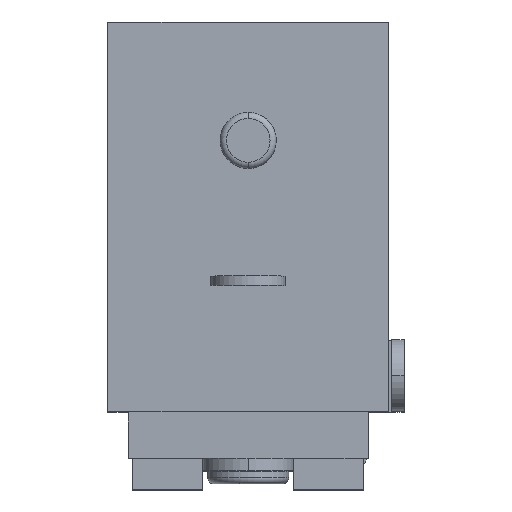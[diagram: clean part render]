
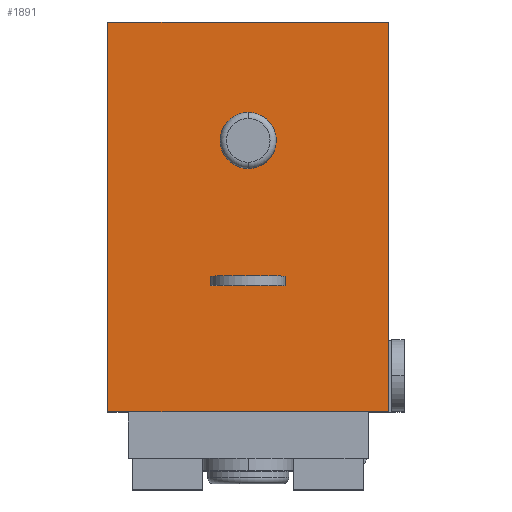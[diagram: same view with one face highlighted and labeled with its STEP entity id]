
A CAD part, top view. The second image highlights one B-rep face of the part: STEP entity #1891.
In plain terms, the highlighted planar face has unit normal (0, 0, 1).
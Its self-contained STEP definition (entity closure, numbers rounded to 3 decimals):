
#117=DIRECTION('',(0.,1.,0.));
#118=VECTOR('',#117,12.5);
#119=CARTESIAN_POINT('',(4.5,-8.9,5.5));
#120=LINE('',#119,#118);
#121=DIRECTION('',(1.,0.,0.));
#122=VECTOR('',#121,9.);
#123=CARTESIAN_POINT('',(-4.5,-8.9,5.5));
#124=LINE('',#123,#122);
#125=CARTESIAN_POINT('',(0.,-0.2,5.5));
#126=DIRECTION('',(0.,0.,-1.));
#127=DIRECTION('',(0.,1.,0.));
#128=AXIS2_PLACEMENT_3D('',#125,#126,#127);
#130=CARTESIAN_POINT('',(0.,-0.2,5.5));
#131=DIRECTION('',(0.,0.,-1.));
#132=DIRECTION('',(0.,-1.,0.));
#133=AXIS2_PLACEMENT_3D('',#130,#131,#132);
#135=DIRECTION('',(0.,1.,0.));
#136=VECTOR('',#135,12.5);
#137=CARTESIAN_POINT('',(-4.5,-8.9,5.5));
#138=LINE('',#137,#136);
#183=DIRECTION('',(1.,0.,0.));
#184=VECTOR('',#183,9.);
#185=CARTESIAN_POINT('',(-4.5,3.6,5.5));
#186=LINE('',#185,#184);
#660=DIRECTION('',(-1.,0.,0.));
#661=VECTOR('',#660,2.4);
#662=CARTESIAN_POINT('',(1.2,-4.55,5.5));
#663=LINE('',#662,#661);
#676=DIRECTION('',(0.,1.,0.));
#677=VECTOR('',#676,0.3);
#678=CARTESIAN_POINT('',(1.2,-4.85,5.5));
#679=LINE('',#678,#677);
#689=DIRECTION('',(1.,0.,0.));
#690=VECTOR('',#689,2.4);
#691=CARTESIAN_POINT('',(-1.2,-4.85,5.5));
#692=LINE('',#691,#690);
#697=DIRECTION('',(0.,-1.,0.));
#698=VECTOR('',#697,0.3);
#699=CARTESIAN_POINT('',(-1.2,-4.55,5.5));
#700=LINE('',#699,#698);
#1300=CARTESIAN_POINT('',(4.5,-8.9,5.5));
#1301=VERTEX_POINT('',#1300);
#1302=CARTESIAN_POINT('',(-4.5,-8.9,5.5));
#1303=VERTEX_POINT('',#1302);
#1338=CARTESIAN_POINT('',(4.5,3.6,5.5));
#1339=VERTEX_POINT('',#1338);
#1350=CARTESIAN_POINT('',(-4.5,3.6,5.5));
#1351=VERTEX_POINT('',#1350);
#1352=CARTESIAN_POINT('',(1.2,-4.55,5.5));
#1353=CARTESIAN_POINT('',(-1.2,-4.55,5.5));
#1354=VERTEX_POINT('',#1352);
#1355=VERTEX_POINT('',#1353);
#1356=CARTESIAN_POINT('',(-1.2,-4.85,5.5));
#1357=VERTEX_POINT('',#1356);
#1358=CARTESIAN_POINT('',(1.2,-4.85,5.5));
#1359=VERTEX_POINT('',#1358);
#1360=CARTESIAN_POINT('',(0.,0.7,5.5));
#1361=CARTESIAN_POINT('',(0.,-1.1,5.5));
#1362=VERTEX_POINT('',#1360);
#1363=VERTEX_POINT('',#1361);
#1862=CARTESIAN_POINT('',(0.,-2.65,5.5));
#1863=DIRECTION('',(0.,0.,1.));
#1864=DIRECTION('',(1.,0.,0.));
#1865=AXIS2_PLACEMENT_3D('',#1862,#1863,#1864);
#1866=PLANE('',#1865);
#1867=ORIENTED_EDGE('',*,*,#1835,.F.);
#1868=ORIENTED_EDGE('',*,*,#1721,.F.);
#1870=ORIENTED_EDGE('',*,*,#1869,.T.);
#1872=ORIENTED_EDGE('',*,*,#1871,.T.);
#1873=EDGE_LOOP('',(#1867,#1868,#1870,#1872));
#1874=FACE_OUTER_BOUND('',#1873,.F.);
#1876=ORIENTED_EDGE('',*,*,#1875,.T.);
#1878=ORIENTED_EDGE('',*,*,#1877,.T.);
#1880=ORIENTED_EDGE('',*,*,#1879,.T.);
#1882=ORIENTED_EDGE('',*,*,#1881,.T.);
#1883=EDGE_LOOP('',(#1876,#1878,#1880,#1882));
#1884=FACE_BOUND('',#1883,.F.);
#1886=ORIENTED_EDGE('',*,*,#1885,.F.);
#1888=ORIENTED_EDGE('',*,*,#1887,.F.);
#1889=EDGE_LOOP('',(#1886,#1888));
#1890=FACE_BOUND('',#1889,.F.);
#1891=ADVANCED_FACE('',(#1874,#1884,#1890),#1866,.T.);
#129=CIRCLE('',#128,0.9);
#134=CIRCLE('',#133,0.9);
#1721=EDGE_CURVE('',#1303,#1301,#124,.T.);
#1835=EDGE_CURVE('',#1301,#1339,#120,.T.);
#1869=EDGE_CURVE('',#1303,#1351,#138,.T.);
#1871=EDGE_CURVE('',#1351,#1339,#186,.T.);
#1875=EDGE_CURVE('',#1354,#1355,#663,.T.);
#1877=EDGE_CURVE('',#1355,#1357,#700,.T.);
#1879=EDGE_CURVE('',#1357,#1359,#692,.T.);
#1881=EDGE_CURVE('',#1359,#1354,#679,.T.);
#1885=EDGE_CURVE('',#1362,#1363,#129,.T.);
#1887=EDGE_CURVE('',#1363,#1362,#134,.T.);
